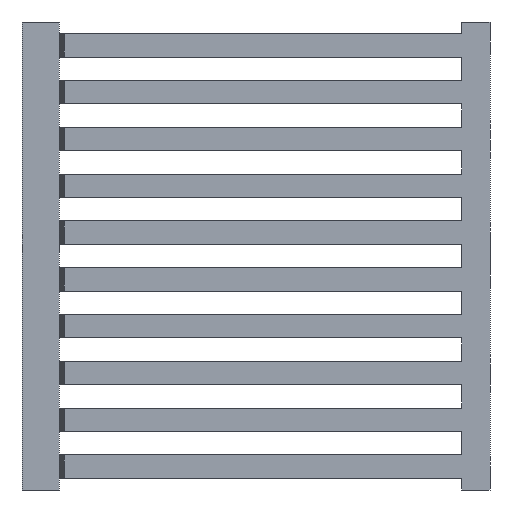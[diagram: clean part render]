
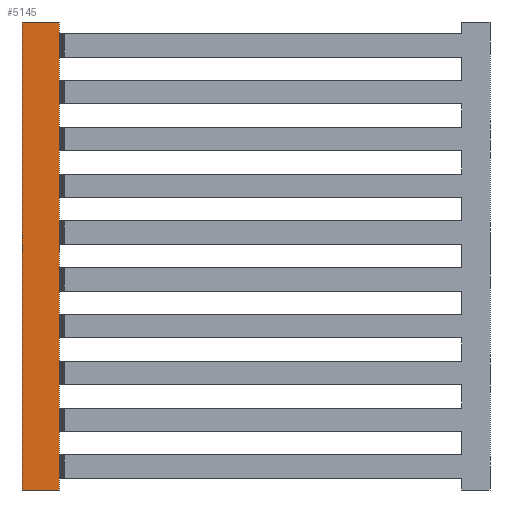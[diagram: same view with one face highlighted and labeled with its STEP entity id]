
A CAD part, left-side view. The second image highlights one B-rep face of the part: STEP entity #5145.
In plain terms, the highlighted planar face has unit normal (-1, 0, 0).
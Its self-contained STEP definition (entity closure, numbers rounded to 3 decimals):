
#63 = ORIENTED_EDGE ( 'NONE', *, *, #5405, .T. ) ;
#442 = VECTOR ( 'NONE', #455, 1000. ) ;
#455 = DIRECTION ( 'NONE',  ( 0., 0., 1. ) ) ;
#458 = CARTESIAN_POINT ( 'NONE',  ( -12.5, 100., -100. ) ) ;
#571 = EDGE_CURVE ( 'NONE', #4080, #4329, #5428, .T. ) ;
#640 = LINE ( 'NONE', #5653, #2598 ) ;
#658 = FACE_OUTER_BOUND ( 'NONE', #7391, .T. ) ;
#1203 = DIRECTION ( 'NONE',  ( 0., -1., 0. ) ) ;
#1207 = VERTEX_POINT ( 'NONE', #2086 ) ;
#1293 = ORIENTED_EDGE ( 'NONE', *, *, #2184, .T. ) ;
#1438 = CARTESIAN_POINT ( 'NONE',  ( -12.5, 100., -100. ) ) ;
#1697 = CARTESIAN_POINT ( 'NONE',  ( -12.5, 92., -100. ) ) ;
#1923 = DIRECTION ( 'NONE',  ( 0., -1., 0. ) ) ;
#2086 = CARTESIAN_POINT ( 'NONE',  ( -12.5, 92., -100. ) ) ;
#2184 = EDGE_CURVE ( 'NONE', #4080, #1207, #5485, .T. ) ;
#2598 = VECTOR ( 'NONE', #1923, 1000. ) ;
#3053 = LINE ( 'NONE', #1697, #442 ) ;
#3069 = CARTESIAN_POINT ( 'NONE',  ( -12.5, 100., -100. ) ) ;
#3857 = CARTESIAN_POINT ( 'NONE',  ( -12.5, 100., 0. ) ) ;
#4080 = VERTEX_POINT ( 'NONE', #6575 ) ;
#4329 = VERTEX_POINT ( 'NONE', #3857 ) ;
#4630 = VECTOR ( 'NONE', #1203, 1000. ) ;
#4870 = CARTESIAN_POINT ( 'NONE',  ( -12.5, 92., 0. ) ) ;
#5145 = ADVANCED_FACE ( 'NONE', ( #658 ), #5211, .T. ) ;
#5211 = PLANE ( 'NONE',  #6652 ) ;
#5384 = DIRECTION ( 'NONE',  ( 0., 0., 1. ) ) ;
#5405 = EDGE_CURVE ( 'NONE', #1207, #5746, #3053, .T. ) ;
#5428 = LINE ( 'NONE', #458, #7657 ) ;
#5485 = LINE ( 'NONE', #3069, #4630 ) ;
#5653 = CARTESIAN_POINT ( 'NONE',  ( -12.5, 100., 0. ) ) ;
#5746 = VERTEX_POINT ( 'NONE', #4870 ) ;
#5870 = DIRECTION ( 'NONE',  ( 0., 1., 0. ) ) ;
#6575 = CARTESIAN_POINT ( 'NONE',  ( -12.5, 100., -100. ) ) ;
#6652 = AXIS2_PLACEMENT_3D ( 'NONE', #1438, #7607, #5870 ) ;
#7097 = ORIENTED_EDGE ( 'NONE', *, *, #571, .F. ) ;
#7271 = EDGE_CURVE ( 'NONE', #4329, #5746, #640, .T. ) ;
#7391 = EDGE_LOOP ( 'NONE', ( #7772, #7097, #1293, #63 ) ) ;
#7607 = DIRECTION ( 'NONE',  ( -1., 0., 0. ) ) ;
#7657 = VECTOR ( 'NONE', #5384, 1000. ) ;
#7772 = ORIENTED_EDGE ( 'NONE', *, *, #7271, .F. ) ;
